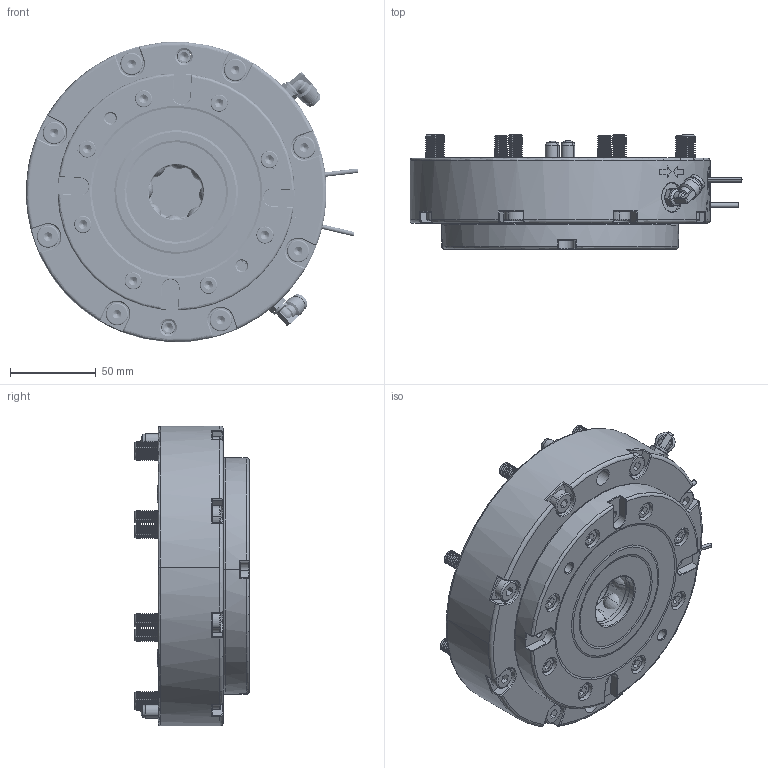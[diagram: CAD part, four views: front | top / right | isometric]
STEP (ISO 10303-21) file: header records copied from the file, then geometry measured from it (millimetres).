
FILE_DESCRIPTION (( 'STEP AP214' ), '1' );
FILE_NAME ('×°ÅäÌå8.STEP', '2021-04-17T06:37:36', ( 'Dell' ), ( 'Dell' ), 'SwSTEP 2.0', 'SolidWorks 2018', '' );
FILE_SCHEMA (( 'AUTOMOTIVE_DESIGN' ));
Length unit declared in the file: millimetre
Products named in the file (3): 蚾饜极8; O型圈6x2; LQFLJ-20
Assembly tree (3 placements, depth 2):
  蚾饜极8
    O型圈6x2  x2
    LQFLJ-20
Bounding box: 193.35 x 66.5 x 174.71 mm (x, y, z)
Volume: 1098122.9 mm3; surface area: 142258.3 mm2
Topology: 41 solids, 41 shells, 3122 faces, 7912 edges, 4841 vertices
Faces by surface type: cone 1384, cylinder 965, plane 515, torus 139, bspline 75, sphere 44
Entity records: 108872 total; most frequent: CARTESIAN_POINT 31057, DIRECTION 17430, ORIENTED_EDGE 15556, EDGE_CURVE 7778, AXIS2_PLACEMENT_3D 7191, VERTEX_POINT 4819, CIRCLE 4142, EDGE_LOOP 3267
